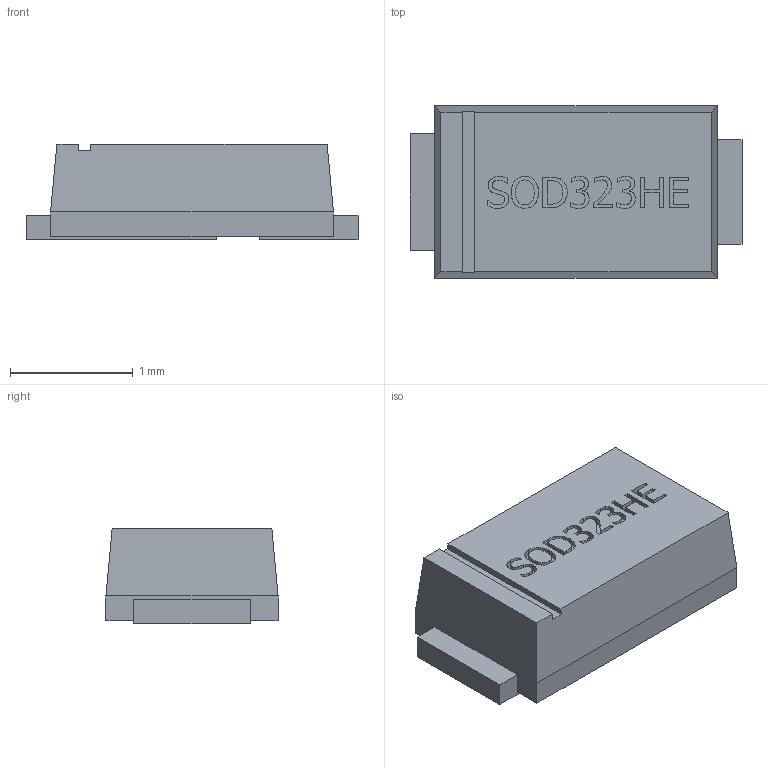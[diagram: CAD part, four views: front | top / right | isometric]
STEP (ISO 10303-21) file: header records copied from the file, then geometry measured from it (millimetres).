
FILE_DESCRIPTION(('FreeCAD Model'),'2;1');
FILE_NAME('User Library-SOD-323HE.step', '2018-05-31T12:52:26',('kicad StepUp'),('ksu MCAD'), 'Open CASCADE STEP processor 6.8','FreeCAD','Unknown');
FILE_SCHEMA(('AUTOMOTIVE_DESIGN_CC2 { 1 2 10303 214 -1 1 5 4 }'));
Length unit declared in the file: millimetre
Products named in the file (2): ASSEMBLY; User_Library-SOD-323HE
Assembly tree (1 placements, depth 2):
  ASSEMBLY
    User_Library-SOD-323HE
Bounding box: 2.7 x 1.4 x 0.78 mm (x, y, z)
Volume: 2.4 mm3; surface area: 13.2 mm2
Topology: 1 solids, 1 shells, 179 faces, 497 edges, 330 vertices
Faces by surface type: plane 92, bspline 87
Entity records: 7407 total; most frequent: CARTESIAN_POINT 2139, ORIENTED_EDGE 994, DIRECTION 511, EDGE_CURVE 497, VERTEX_POINT 330, LINE 323, VECTOR 323, FACE_BOUND 189
